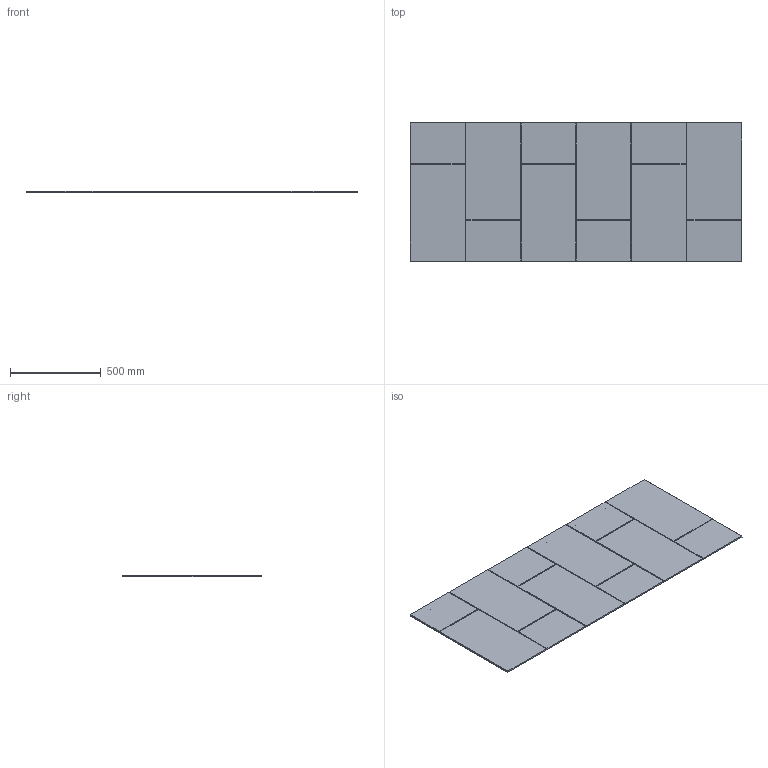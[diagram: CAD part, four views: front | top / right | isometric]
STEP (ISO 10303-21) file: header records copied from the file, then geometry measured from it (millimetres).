
FILE_DESCRIPTION (( 'STEP AP203' ), '1' );
FILE_NAME ('TSMK7230 - TSMK3072.STEP', '2021-10-28T13:36:12', ( '' ), ( '' ), 'SwSTEP 2.0', 'SolidWorks 2020', '' );
FILE_SCHEMA (( 'CONFIG_CONTROL_DESIGN' ));
Length unit declared in the file: millimetre
Products named in the file (1): TSMK7230 - TSMK3072
Bounding box: 1828.8 x 762 x 9.53 mm (x, y, z)
Volume: 13248145.3 mm3; surface area: 2839944.2 mm2
Topology: 1 solids, 1 shells, 235 faces, 601 edges, 378 vertices
Faces by surface type: cylinder 87, plane 76, bspline 46, torus 20, cone 4, sphere 2
Entity records: 11447 total; most frequent: CARTESIAN_POINT 6156, ORIENTED_EDGE 1202, DIRECTION 893, EDGE_CURVE 601, VERTEX_POINT 378, AXIS2_PLACEMENT_3D 318, VECTOR 257, LINE 257
